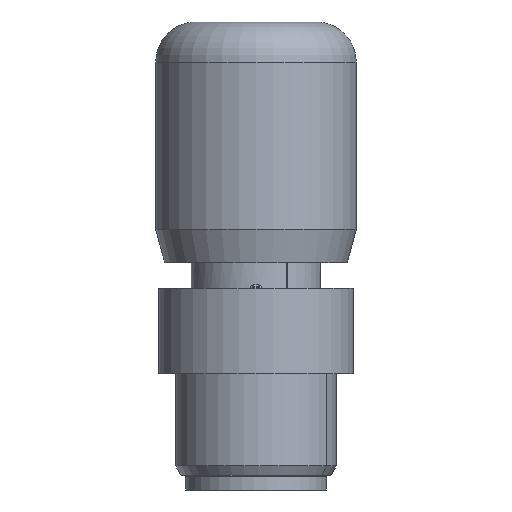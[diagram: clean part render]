
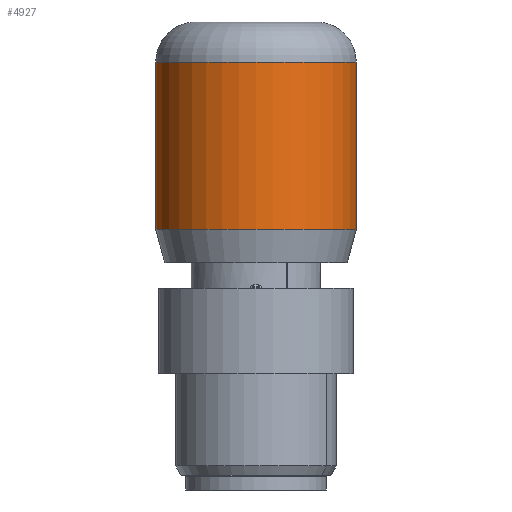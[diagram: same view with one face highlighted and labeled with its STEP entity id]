
A CAD part, front view. The second image highlights one B-rep face of the part: STEP entity #4927.
In plain terms, the highlighted cylindrical face has radius 7.5 mm (diameter 15 mm), a partial arc.
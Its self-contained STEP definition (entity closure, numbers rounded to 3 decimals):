
#4794=AXIS2_PLACEMENT_3D('Circle Axis2P3D',#4792,#4793,$) ;
#4883=AXIS2_PLACEMENT_3D('Cylinder Axis2P3D',#4880,#4881,#4882) ;
#4918=AXIS2_PLACEMENT_3D('Circle Axis2P3D',#4916,#4917,$) ;
#4789=CARTESIAN_POINT('Vertex',(0.,7.5,32.)) ;
#4792=CARTESIAN_POINT('Axis2P3D Location',(7.5,7.5,32.)) ;
#4796=CARTESIAN_POINT('Vertex',(15.,7.5,32.)) ;
#4880=CARTESIAN_POINT('Axis2P3D Location',(7.5,7.5,27.5)) ;
#4885=CARTESIAN_POINT('Line Origine',(0.,7.5,27.5)) ;
#4889=CARTESIAN_POINT('Vertex',(0.,7.5,19.5)) ;
#4892=CARTESIAN_POINT('Line Origine',(15.,7.5,27.5)) ;
#4896=CARTESIAN_POINT('Vertex',(15.,7.5,19.5)) ;
#4916=CARTESIAN_POINT('Axis2P3D Location',(7.5,7.5,19.5)) ;
#4793=DIRECTION('Axis2P3D Direction',(0.,0.,1.)) ;
#4881=DIRECTION('Axis2P3D Direction',(0.,0.,1.)) ;
#4882=DIRECTION('Axis2P3D XDirection',(1.,0.,0.)) ;
#4886=DIRECTION('Vector Direction',(0.,0.,1.)) ;
#4893=DIRECTION('Vector Direction',(0.,0.,1.)) ;
#4917=DIRECTION('Axis2P3D Direction',(0.,0.,1.)) ;
#4887=VECTOR('Line Direction',#4886,1.) ;
#4894=VECTOR('Line Direction',#4893,1.) ;
#4922=ORIENTED_EDGE('',*,*,#4898,.T.) ;
#4923=ORIENTED_EDGE('',*,*,#4798,.F.) ;
#4924=ORIENTED_EDGE('',*,*,#4891,.F.) ;
#4925=ORIENTED_EDGE('',*,*,#4920,.T.) ;
#4927=ADVANCED_FACE('Hauptk\X2\00F6\X0\rper',(#4926),#4884,.T.) ;
#4795=CIRCLE('generated circle',#4794,7.5) ;
#4919=CIRCLE('generated circle',#4918,7.5) ;
#4884=CYLINDRICAL_SURFACE('generated cylinder',#4883,7.5) ;
#4798=EDGE_CURVE('',#4790,#4797,#4795,.T.) ;
#4891=EDGE_CURVE('',#4890,#4790,#4888,.T.) ;
#4898=EDGE_CURVE('',#4897,#4797,#4895,.T.) ;
#4920=EDGE_CURVE('',#4890,#4897,#4919,.T.) ;
#4921=EDGE_LOOP('',(#4922,#4923,#4924,#4925)) ;
#4926=FACE_OUTER_BOUND('',#4921,.T.) ;
#4888=LINE('Line',#4885,#4887) ;
#4895=LINE('Line',#4892,#4894) ;
#4790=VERTEX_POINT('',#4789) ;
#4797=VERTEX_POINT('',#4796) ;
#4890=VERTEX_POINT('',#4889) ;
#4897=VERTEX_POINT('',#4896) ;
